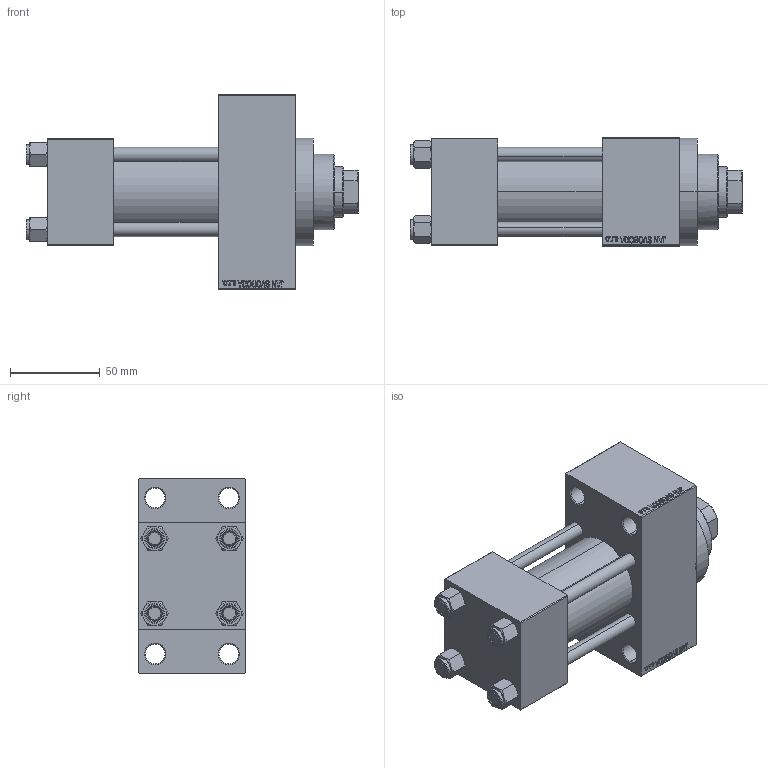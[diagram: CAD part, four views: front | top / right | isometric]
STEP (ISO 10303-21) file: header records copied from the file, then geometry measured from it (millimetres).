
FILE_DESCRIPTION (( 'STEP AP203' ), '1' );
FILE_NAME ('8a1a.STEP', '2022-04-16T11:16:58', ( '' ), ( '' ), 'SwSTEP 2.0', 'SolidWorks 2019', '' );
FILE_SCHEMA (( 'CONFIG_CONTROL_DESIGN' ));
Length unit declared in the file: millimetre
Products named in the file (6): V215CR_D_TYCINKA 383c8851c3a8dfcae9190aebd1d3e00e; V215CR_D_Body 383c8851c3a8dfcae9190aebd1d3e00e; V215_VC_A 383c8851c3a8dfcae9190aebd1d3e00e; V215CR_VCP_D 383c8851c3a8dfcae9190aebd1d3e00e; 8a1a; NUT_M5_D 383c8851c3a8dfcae9190aebd1d3e00e
Assembly tree (11 placements, depth 2):
  8a1a
    V215CR_D_Body 383c8851c3a8dfcae9190aebd1d3e00e
    V215CR_VCP_D 383c8851c3a8dfcae9190aebd1d3e00e
    NUT_M5_D 383c8851c3a8dfcae9190aebd1d3e00e  x4
    V215CR_D_TYCINKA 383c8851c3a8dfcae9190aebd1d3e00e  x4
    V215_VC_A 383c8851c3a8dfcae9190aebd1d3e00e
Bounding box: 185 x 60 x 109 mm (x, y, z)
Volume: 533908.8 mm3; surface area: 127796.1 mm2
Topology: 11 solids, 11 shells, 1115 faces, 2780 edges, 1797 vertices
Faces by surface type: plane 502, bspline 368, cone 144, cylinder 93, torus 8
Entity records: 47565 total; most frequent: CARTESIAN_POINT 25126, ORIENTED_EDGE 5052, DIRECTION 3268, EDGE_CURVE 2526, VERTEX_POINT 1653, LINE 1512, VECTOR 1512, EDGE_LOOP 1125
